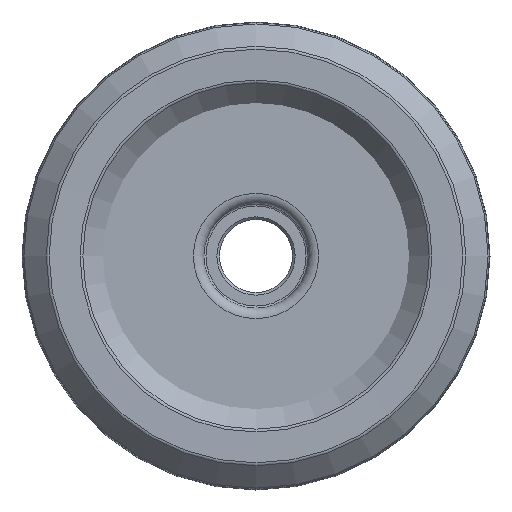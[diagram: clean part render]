
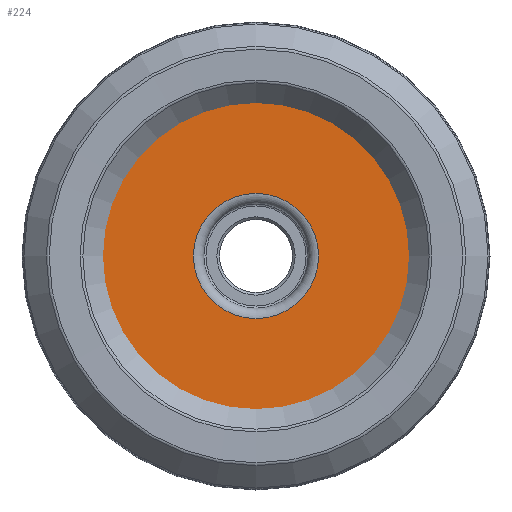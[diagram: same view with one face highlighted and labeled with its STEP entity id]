
A CAD part, left-side view. The second image highlights one B-rep face of the part: STEP entity #224.
In plain terms, the highlighted planar face has unit normal (-1, 0, 0).
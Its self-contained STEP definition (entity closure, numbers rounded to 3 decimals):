
#99=FACE_BOUND('',#321,.T.);
#100=FACE_BOUND('',#322,.T.);
#224=ADVANCED_FACE('',(#99,#100),#283,.T.);
#283=PLANE('',#870);
#321=EDGE_LOOP('',(#478));
#322=EDGE_LOOP('',(#479));
#422=CIRCLE('',#868,31.14);
#423=CIRCLE('',#869,12.);
#478=ORIENTED_EDGE('',*,*,#730,.T.);
#479=ORIENTED_EDGE('',*,*,#731,.T.);
#658=VERTEX_POINT('',#1215);
#659=VERTEX_POINT('',#1217);
#730=EDGE_CURVE('',#658,#658,#422,.T.);
#731=EDGE_CURVE('',#659,#659,#423,.T.);
#868=AXIS2_PLACEMENT_3D('',#1214,#973,#974);
#869=AXIS2_PLACEMENT_3D('',#1216,#975,#976);
#870=AXIS2_PLACEMENT_3D('',#1218,#977,#978);
#973=DIRECTION('',(-1.,0.,0.));
#974=DIRECTION('',(0.,0.,1.));
#975=DIRECTION('',(1.,0.,0.));
#976=DIRECTION('',(0.,0.,1.));
#977=DIRECTION('',(-1.,0.,0.));
#978=DIRECTION('',(0.,0.,1.));
#1214=CARTESIAN_POINT('',(4.35,0.,0.));
#1215=CARTESIAN_POINT('',(4.35,0.,31.14));
#1216=CARTESIAN_POINT('',(4.35,0.,0.));
#1217=CARTESIAN_POINT('',(4.35,0.,12.));
#1218=CARTESIAN_POINT('',(4.35,-10.,0.));
